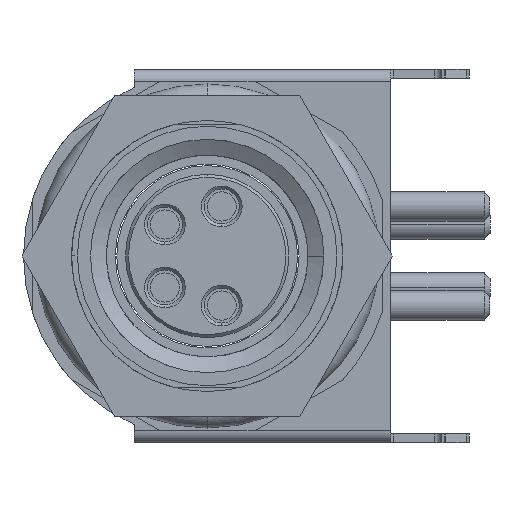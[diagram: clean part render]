
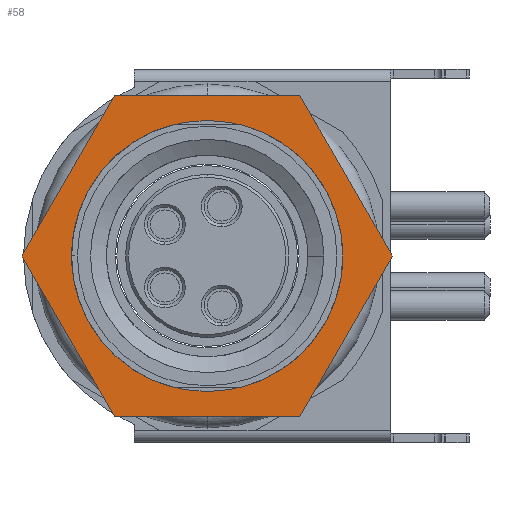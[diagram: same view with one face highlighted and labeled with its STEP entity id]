
A CAD part, left-side view. The second image highlights one B-rep face of the part: STEP entity #58.
In plain terms, the highlighted planar face has unit normal (-1, 0, 0).
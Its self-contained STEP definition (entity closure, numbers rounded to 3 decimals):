
#50 = DIRECTION ( 'NONE',  ( 0., 0., 1. ) ) ;
#58 = ADVANCED_FACE ( 'NONE', ( #4244, #13495 ), #12727, .T. ) ;
#299 = VECTOR ( 'NONE', #8800, 1000. ) ;
#547 = VERTEX_POINT ( 'NONE', #11203 ) ;
#550 = ORIENTED_EDGE ( 'NONE', *, *, #23996, .F. ) ;
#1203 = VECTOR ( 'NONE', #17751, 1000. ) ;
#1725 = CARTESIAN_POINT ( 'NONE',  ( 6.75, 3.175, 5.5 ) ) ;
#3024 = DIRECTION ( 'NONE',  ( 0., -1., 0. ) ) ;
#3115 = CARTESIAN_POINT ( 'NONE',  ( 6.75, 3.175, -5.5 ) ) ;
#3305 = VECTOR ( 'NONE', #3024, 1000. ) ;
#3369 = CARTESIAN_POINT ( 'NONE',  ( 6.75, -6.351, 0. ) ) ;
#3860 = DIRECTION ( 'NONE',  ( 0., 0.5, -0.866 ) ) ;
#4188 = AXIS2_PLACEMENT_3D ( 'NONE', #20476, #12298, #50 ) ;
#4229 = VECTOR ( 'NONE', #3860, 1000. ) ;
#4244 = FACE_OUTER_BOUND ( 'NONE', #8715, .T. ) ;
#4929 = EDGE_CURVE ( 'NONE', #16016, #17975, #15076, .T. ) ;
#6173 = CIRCLE ( 'NONE', #22096, 4.65 ) ;
#6265 = ORIENTED_EDGE ( 'NONE', *, *, #17860, .T. ) ;
#6278 = DIRECTION ( 'NONE',  ( 0., 0., 1. ) ) ;
#6314 = ORIENTED_EDGE ( 'NONE', *, *, #11559, .T. ) ;
#6446 = CARTESIAN_POINT ( 'NONE',  ( 6.75, 3.175, 5.5 ) ) ;
#6668 = CARTESIAN_POINT ( 'NONE',  ( 6.75, 0., -4.65 ) ) ;
#6915 = DIRECTION ( 'NONE',  ( 0., 0., 1. ) ) ;
#7286 = CARTESIAN_POINT ( 'NONE',  ( 6.75, -3.175, 5.5 ) ) ;
#8473 = VECTOR ( 'NONE', #11584, 1000. ) ;
#8715 = EDGE_LOOP ( 'NONE', ( #9007, #6265, #11047, #12272, #22488, #6314 ) ) ;
#8800 = DIRECTION ( 'NONE',  ( 0., -0.5, 0.866 ) ) ;
#8887 = DIRECTION ( 'NONE',  ( -1., 0., 0. ) ) ;
#9007 = ORIENTED_EDGE ( 'NONE', *, *, #12092, .T. ) ;
#9391 = LINE ( 'NONE', #3115, #3305 ) ;
#9614 = DIRECTION ( 'NONE',  ( 0., -0.5, -0.866 ) ) ;
#9711 = CIRCLE ( 'NONE', #4188, 4.65 ) ;
#11047 = ORIENTED_EDGE ( 'NONE', *, *, #19895, .T. ) ;
#11203 = CARTESIAN_POINT ( 'NONE',  ( 6.75, -3.175, 5.5 ) ) ;
#11410 = AXIS2_PLACEMENT_3D ( 'NONE', #15115, #8887, #6915 ) ;
#11559 = EDGE_CURVE ( 'NONE', #19077, #16470, #9391, .T. ) ;
#11584 = DIRECTION ( 'NONE',  ( 0., 0.5, 0.866 ) ) ;
#12092 = EDGE_CURVE ( 'NONE', #16470, #20499, #21127, .T. ) ;
#12272 = ORIENTED_EDGE ( 'NONE', *, *, #4929, .T. ) ;
#12298 = DIRECTION ( 'NONE',  ( -1., 0., 0. ) ) ;
#12727 = PLANE ( 'NONE',  #11410 ) ;
#12767 = CARTESIAN_POINT ( 'NONE',  ( 6.75, -6.351, 0. ) ) ;
#13215 = CARTESIAN_POINT ( 'NONE',  ( 6.75, 3.175, -5.5 ) ) ;
#13495 = FACE_BOUND ( 'NONE', #14889, .T. ) ;
#13900 = LINE ( 'NONE', #3369, #8473 ) ;
#14889 = EDGE_LOOP ( 'NONE', ( #25678, #550 ) ) ;
#15076 = LINE ( 'NONE', #1725, #4229 ) ;
#15115 = CARTESIAN_POINT ( 'NONE',  ( 6.75, 0., 0. ) ) ;
#16016 = VERTEX_POINT ( 'NONE', #6446 ) ;
#16054 = LINE ( 'NONE', #17922, #26036 ) ;
#16470 = VERTEX_POINT ( 'NONE', #25056 ) ;
#16479 = DIRECTION ( 'NONE',  ( -1., 0., 0. ) ) ;
#16664 = CARTESIAN_POINT ( 'NONE',  ( 6.75, 0., 0. ) ) ;
#17504 = CARTESIAN_POINT ( 'NONE',  ( 6.75, 0., 4.65 ) ) ;
#17751 = DIRECTION ( 'NONE',  ( 0., 1., 0. ) ) ;
#17860 = EDGE_CURVE ( 'NONE', #20499, #547, #13900, .T. ) ;
#17922 = CARTESIAN_POINT ( 'NONE',  ( 6.75, 6.351, 0. ) ) ;
#17975 = VERTEX_POINT ( 'NONE', #22301 ) ;
#18235 = EDGE_CURVE ( 'NONE', #24048, #23660, #6173, .T. ) ;
#18828 = CARTESIAN_POINT ( 'NONE',  ( 6.75, -3.175, -5.5 ) ) ;
#19077 = VERTEX_POINT ( 'NONE', #13215 ) ;
#19457 = LINE ( 'NONE', #7286, #1203 ) ;
#19895 = EDGE_CURVE ( 'NONE', #547, #16016, #19457, .T. ) ;
#20476 = CARTESIAN_POINT ( 'NONE',  ( 6.75, 0., 0. ) ) ;
#20499 = VERTEX_POINT ( 'NONE', #12767 ) ;
#21127 = LINE ( 'NONE', #18828, #299 ) ;
#22096 = AXIS2_PLACEMENT_3D ( 'NONE', #16664, #16479, #6278 ) ;
#22301 = CARTESIAN_POINT ( 'NONE',  ( 6.75, 6.351, 0. ) ) ;
#22488 = ORIENTED_EDGE ( 'NONE', *, *, #24306, .T. ) ;
#23660 = VERTEX_POINT ( 'NONE', #17504 ) ;
#23996 = EDGE_CURVE ( 'NONE', #23660, #24048, #9711, .T. ) ;
#24048 = VERTEX_POINT ( 'NONE', #6668 ) ;
#24306 = EDGE_CURVE ( 'NONE', #17975, #19077, #16054, .T. ) ;
#25056 = CARTESIAN_POINT ( 'NONE',  ( 6.75, -3.175, -5.5 ) ) ;
#25678 = ORIENTED_EDGE ( 'NONE', *, *, #18235, .F. ) ;
#26036 = VECTOR ( 'NONE', #9614, 1000. ) ;
